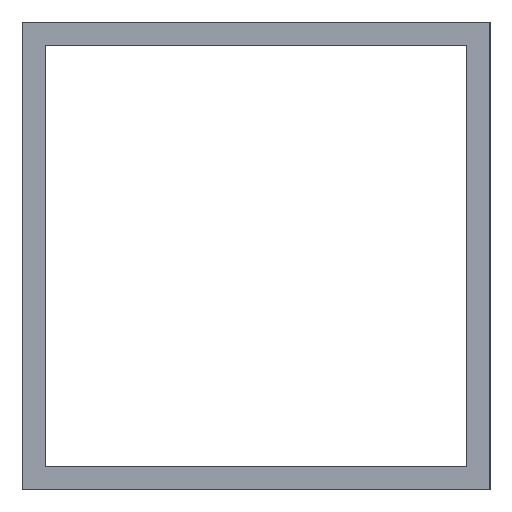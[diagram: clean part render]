
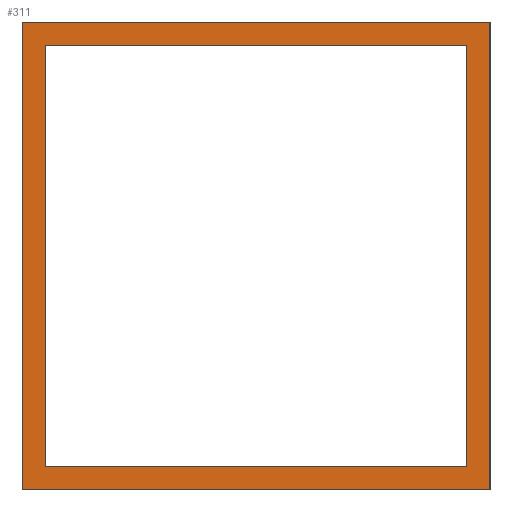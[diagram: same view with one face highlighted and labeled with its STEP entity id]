
A CAD part, left-side view. The second image highlights one B-rep face of the part: STEP entity #311.
In plain terms, the highlighted planar face has unit normal (-1, 0, 0).
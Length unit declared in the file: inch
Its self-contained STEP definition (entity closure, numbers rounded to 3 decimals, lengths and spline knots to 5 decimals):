
#3 = VECTOR ( 'NONE', #152, 39.37008 ) ;
#14 = CARTESIAN_POINT ( 'NONE',  ( -23.5, -1.25, 1.25 ) ) ;
#16 = EDGE_CURVE ( 'NONE', #50, #326, #115, .T. ) ;
#21 = PLANE ( 'NONE',  #55 ) ;
#30 = VERTEX_POINT ( 'NONE', #89 ) ;
#31 = CARTESIAN_POINT ( 'NONE',  ( -23.5, -1.25, -1.25 ) ) ;
#34 = DIRECTION ( 'NONE',  ( 0., 0., 1. ) ) ;
#35 = LINE ( 'NONE', #323, #200 ) ;
#44 = EDGE_CURVE ( 'NONE', #310, #30, #84, .T. ) ;
#46 = CARTESIAN_POINT ( 'NONE',  ( -23.5, 1.125, 1.125 ) ) ;
#48 = CARTESIAN_POINT ( 'NONE',  ( -23.5, 0., 1.125 ) ) ;
#49 = ORIENTED_EDGE ( 'NONE', *, *, #327, .T. ) ;
#50 = VERTEX_POINT ( 'NONE', #243 ) ;
#54 = VERTEX_POINT ( 'NONE', #31 ) ;
#55 = AXIS2_PLACEMENT_3D ( 'NONE', #337, #126, #101 ) ;
#65 = CARTESIAN_POINT ( 'NONE',  ( -23.5, 0., -1.125 ) ) ;
#67 = LINE ( 'NONE', #196, #270 ) ;
#71 = EDGE_CURVE ( 'NONE', #54, #310, #35, .T. ) ;
#83 = VECTOR ( 'NONE', #250, 39.37008 ) ;
#84 = LINE ( 'NONE', #191, #118 ) ;
#89 = CARTESIAN_POINT ( 'NONE',  ( -23.5, 1.25, 1.25 ) ) ;
#90 = ORIENTED_EDGE ( 'NONE', *, *, #205, .T. ) ;
#97 = LINE ( 'NONE', #48, #3 ) ;
#101 = DIRECTION ( 'NONE',  ( 0., 0., -1. ) ) ;
#104 = ORIENTED_EDGE ( 'NONE', *, *, #165, .F. ) ;
#115 = LINE ( 'NONE', #213, #291 ) ;
#118 = VECTOR ( 'NONE', #34, 39.37008 ) ;
#120 = CARTESIAN_POINT ( 'NONE',  ( -23.5, -1.125, -1.125 ) ) ;
#126 = DIRECTION ( 'NONE',  ( 1., 0., 0. ) ) ;
#129 = CARTESIAN_POINT ( 'NONE',  ( -23.5, 1.25, -1.25 ) ) ;
#136 = ORIENTED_EDGE ( 'NONE', *, *, #44, .F. ) ;
#137 = DIRECTION ( 'NONE',  ( 0., 0., 1. ) ) ;
#139 = DIRECTION ( 'NONE',  ( 0., 1., 0. ) ) ;
#150 = LINE ( 'NONE', #256, #233 ) ;
#152 = DIRECTION ( 'NONE',  ( 0., -1., 0. ) ) ;
#164 = EDGE_LOOP ( 'NONE', ( #297, #104, #288, #136 ) ) ;
#165 = EDGE_CURVE ( 'NONE', #257, #54, #67, .T. ) ;
#174 = CARTESIAN_POINT ( 'NONE',  ( -23.5, -1.25, 1.25 ) ) ;
#180 = DIRECTION ( 'NONE',  ( 0., 0., -1. ) ) ;
#186 = VERTEX_POINT ( 'NONE', #120 ) ;
#191 = CARTESIAN_POINT ( 'NONE',  ( -23.5, 1.25, 1.25 ) ) ;
#196 = CARTESIAN_POINT ( 'NONE',  ( -23.5, -1.25, 1.25 ) ) ;
#198 = LINE ( 'NONE', #65, #320 ) ;
#200 = VECTOR ( 'NONE', #139, 39.37008 ) ;
#205 = EDGE_CURVE ( 'NONE', #186, #50, #198, .T. ) ;
#206 = EDGE_LOOP ( 'NONE', ( #90, #234, #232, #49 ) ) ;
#213 = CARTESIAN_POINT ( 'NONE',  ( -23.5, 1.125, 0. ) ) ;
#232 = ORIENTED_EDGE ( 'NONE', *, *, #344, .T. ) ;
#233 = VECTOR ( 'NONE', #180, 39.37008 ) ;
#234 = ORIENTED_EDGE ( 'NONE', *, *, #16, .T. ) ;
#243 = CARTESIAN_POINT ( 'NONE',  ( -23.5, 1.125, -1.125 ) ) ;
#248 = CARTESIAN_POINT ( 'NONE',  ( -23.5, -1.125, 1.125 ) ) ;
#250 = DIRECTION ( 'NONE',  ( 0., -1., 0. ) ) ;
#256 = CARTESIAN_POINT ( 'NONE',  ( -23.5, -1.125, 0. ) ) ;
#257 = VERTEX_POINT ( 'NONE', #14 ) ;
#270 = VECTOR ( 'NONE', #299, 39.37008 ) ;
#278 = FACE_OUTER_BOUND ( 'NONE', #164, .T. ) ;
#280 = LINE ( 'NONE', #174, #83 ) ;
#288 = ORIENTED_EDGE ( 'NONE', *, *, #338, .F. ) ;
#291 = VECTOR ( 'NONE', #137, 39.37008 ) ;
#295 = VERTEX_POINT ( 'NONE', #248 ) ;
#297 = ORIENTED_EDGE ( 'NONE', *, *, #71, .F. ) ;
#298 = DIRECTION ( 'NONE',  ( 0., 1., 0. ) ) ;
#299 = DIRECTION ( 'NONE',  ( 0., 0., -1. ) ) ;
#310 = VERTEX_POINT ( 'NONE', #129 ) ;
#311 = ADVANCED_FACE ( 'NONE', ( #278, #330 ), #21, .F. ) ;
#320 = VECTOR ( 'NONE', #298, 39.37008 ) ;
#323 = CARTESIAN_POINT ( 'NONE',  ( -23.5, -1.25, -1.25 ) ) ;
#326 = VERTEX_POINT ( 'NONE', #46 ) ;
#327 = EDGE_CURVE ( 'NONE', #295, #186, #150, .T. ) ;
#330 = FACE_BOUND ( 'NONE', #206, .T. ) ;
#337 = CARTESIAN_POINT ( 'NONE',  ( -23.5, 0., 0. ) ) ;
#338 = EDGE_CURVE ( 'NONE', #30, #257, #280, .T. ) ;
#344 = EDGE_CURVE ( 'NONE', #326, #295, #97, .T. ) ;
